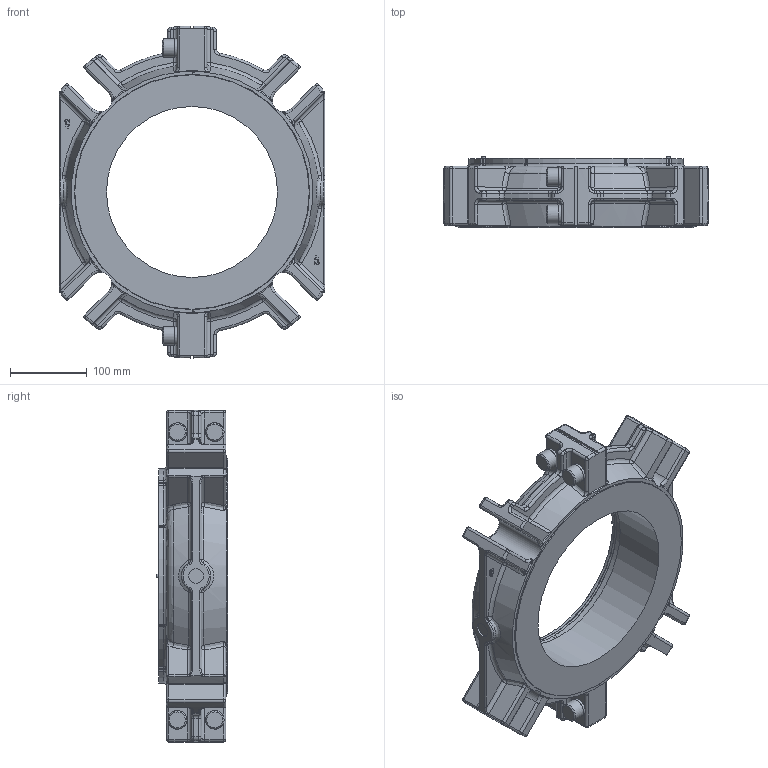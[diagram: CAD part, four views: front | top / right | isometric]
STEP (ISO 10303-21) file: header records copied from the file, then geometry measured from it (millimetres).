
FILE_DESCRIPTION(/* description */ ('Unknown'),/* implementation_level */ '2;1');
FILE_NAME(/* name */ '8.750 RDSX -72 SEAL ARRANGEMENT',/* time_stamp */ '2023-02-22T08:36:04-05:00',/* author */ ('Unknown'),/* organization */ ('Unknown'),/* preprocessor_version */ 'ST-DEVELOPER v16.7',/* originating_system */ 'Solid Edge',/* authorisation */ 'Unknown');
FILE_SCHEMA (('AUTOMOTIVE_DESIGN {1 0 10303 214 3 1 1}'));
Length unit declared in the file: millimetre
Products named in the file (1): 3209515
Bounding box: 344.65 x 93.22 x 431.34 mm (x, y, z)
Volume: 4699572.8 mm3; surface area: 371170.4 mm2
Topology: 1 solids, 5 shells, 821 faces, 2002 edges, 1163 vertices
Faces by surface type: cylinder 251, plane 176, torus 160, bspline 148, sphere 60, cone 26
Full cylindrical faces by diameter (mm): 4.995 x2, 11.977 x2, 15.984 x4, 19.263 x2, 23.976 x4, 222.25 x1, 231.543 x1, 304.495 x1
Entity records: 26188 total; most frequent: CARTESIAN_POINT 8226, ORIENTED_EDGE 3810, DIRECTION 3736, EDGE_CURVE 1905, AXIS2_PLACEMENT_3D 1567, VERTEX_POINT 1133, CIRCLE 877, EDGE_LOOP 870
